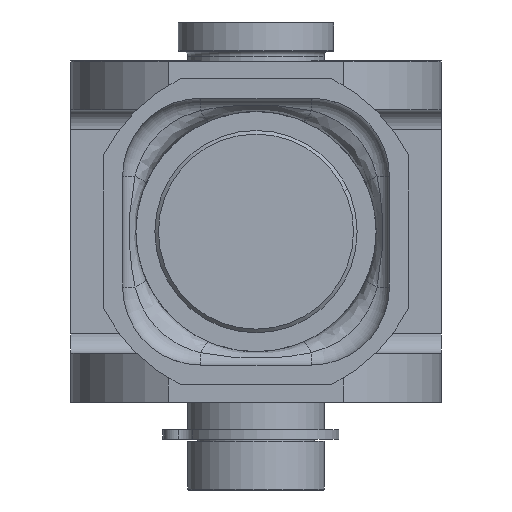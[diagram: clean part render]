
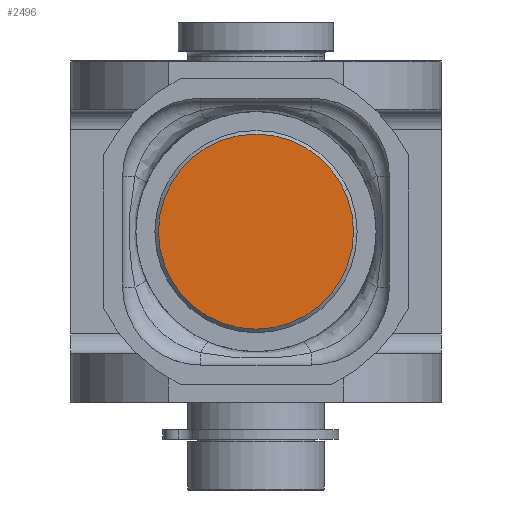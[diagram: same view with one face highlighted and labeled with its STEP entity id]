
A CAD part, left-side view. The second image highlights one B-rep face of the part: STEP entity #2496.
In plain terms, the highlighted face is planar.
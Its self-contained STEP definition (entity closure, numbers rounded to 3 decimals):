
#93=PLANE('',#2819);
#502=FACE_OUTER_BOUND('',#652,.T.);
#652=EDGE_LOOP('',(#2109));
#932=CIRCLE('',#2817,10.);
#1161=VERTEX_POINT('',#9290);
#1495=EDGE_CURVE('',#1161,#1161,#932,.T.);
#2109=ORIENTED_EDGE('',*,*,#1495,.F.);
#2496=ADVANCED_FACE('',(#502),#93,.T.);
#2817=AXIS2_PLACEMENT_3D('',#9291,#3259,#3260);
#2819=AXIS2_PLACEMENT_3D('',#9298,#3264,#3265);
#3259=DIRECTION('center_axis',(-1.,0.,0.));
#3260=DIRECTION('ref_axis',(0.,-1.,0.));
#3264=DIRECTION('center_axis',(1.,0.,0.));
#3265=DIRECTION('ref_axis',(0.,0.,-1.));
#9290=CARTESIAN_POINT('',(63.,10.,0.));
#9291=CARTESIAN_POINT('Origin',(63.,0.,0.));
#9298=CARTESIAN_POINT('Origin',(63.,0.,0.));
